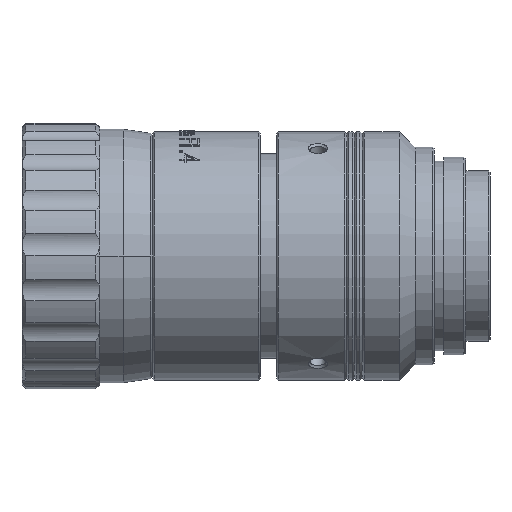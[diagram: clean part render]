
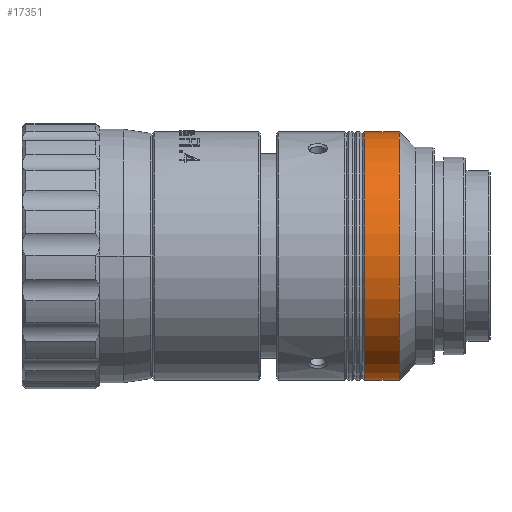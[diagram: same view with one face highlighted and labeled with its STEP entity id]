
A CAD part, front view. The second image highlights one B-rep face of the part: STEP entity #17351.
In plain terms, the highlighted cylindrical face has radius 16 mm (diameter 32 mm), a partial arc.
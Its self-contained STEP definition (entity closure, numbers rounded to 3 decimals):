
#1251 = AXIS2_PLACEMENT_3D ( 'NONE', #33435, #30588, #33847 ) ;
#1600 = AXIS2_PLACEMENT_3D ( 'NONE', #38504, #10309, #19660 ) ;
#2424 = CIRCLE ( 'NONE', #1600, 16. ) ;
#3567 = VERTEX_POINT ( 'NONE', #35003 ) ;
#3775 = LINE ( 'NONE', #35885, #18775 ) ;
#5698 = ORIENTED_EDGE ( 'NONE', *, *, #14484, .T. ) ;
#7748 = CARTESIAN_POINT ( 'NONE',  ( -1., 0., 16. ) ) ;
#8046 = VECTOR ( 'NONE', #35763, 1000. ) ;
#10196 = EDGE_CURVE ( 'NONE', #3567, #10259, #2424, .T. ) ;
#10259 = VERTEX_POINT ( 'NONE', #7748 ) ;
#10297 = ORIENTED_EDGE ( 'NONE', *, *, #10196, .F. ) ;
#10309 = DIRECTION ( 'NONE',  ( -1., 0., 0. ) ) ;
#10361 = DIRECTION ( 'NONE',  ( -1., 0., 0. ) ) ;
#11922 = ORIENTED_EDGE ( 'NONE', *, *, #25962, .T. ) ;
#12889 = AXIS2_PLACEMENT_3D ( 'NONE', #25763, #10361, #28901 ) ;
#12935 = EDGE_CURVE ( 'NONE', #21695, #3567, #3775, .T. ) ;
#13355 = CYLINDRICAL_SURFACE ( 'NONE', #1251, 16. ) ;
#14484 = EDGE_CURVE ( 'NONE', #17920, #10259, #16267, .T. ) ;
#15884 = CIRCLE ( 'NONE', #12889, 16. ) ;
#16267 = LINE ( 'NONE', #39027, #8046 ) ;
#17351 = ADVANCED_FACE ( 'NONE', ( #31767 ), #13355, .T. ) ;
#17920 = VERTEX_POINT ( 'NONE', #27692 ) ;
#18775 = VECTOR ( 'NONE', #30846, 1000. ) ;
#19660 = DIRECTION ( 'NONE',  ( 0., 0., -1. ) ) ;
#21695 = VERTEX_POINT ( 'NONE', #25814 ) ;
#25763 = CARTESIAN_POINT ( 'NONE',  ( 3.5, 0., 0. ) ) ;
#25814 = CARTESIAN_POINT ( 'NONE',  ( 3.5, 0., -16. ) ) ;
#25962 = EDGE_CURVE ( 'NONE', #21695, #17920, #15884, .T. ) ;
#27692 = CARTESIAN_POINT ( 'NONE',  ( 3.5, 0., 16. ) ) ;
#27845 = ORIENTED_EDGE ( 'NONE', *, *, #12935, .F. ) ;
#28901 = DIRECTION ( 'NONE',  ( 0., 0., 1. ) ) ;
#30588 = DIRECTION ( 'NONE',  ( -1., 0., 0. ) ) ;
#30846 = DIRECTION ( 'NONE',  ( -1., 0., 0. ) ) ;
#31767 = FACE_OUTER_BOUND ( 'NONE', #36968, .T. ) ;
#33435 = CARTESIAN_POINT ( 'NONE',  ( 0., 0., 0. ) ) ;
#33847 = DIRECTION ( 'NONE',  ( 0., 0., 1. ) ) ;
#35003 = CARTESIAN_POINT ( 'NONE',  ( -1., 0., -16. ) ) ;
#35763 = DIRECTION ( 'NONE',  ( -1., 0., 0. ) ) ;
#35885 = CARTESIAN_POINT ( 'NONE',  ( 0., 0., -16. ) ) ;
#36968 = EDGE_LOOP ( 'NONE', ( #27845, #11922, #5698, #10297 ) ) ;
#38504 = CARTESIAN_POINT ( 'NONE',  ( -1., 0., 0. ) ) ;
#39027 = CARTESIAN_POINT ( 'NONE',  ( 0., 0., 16. ) ) ;
